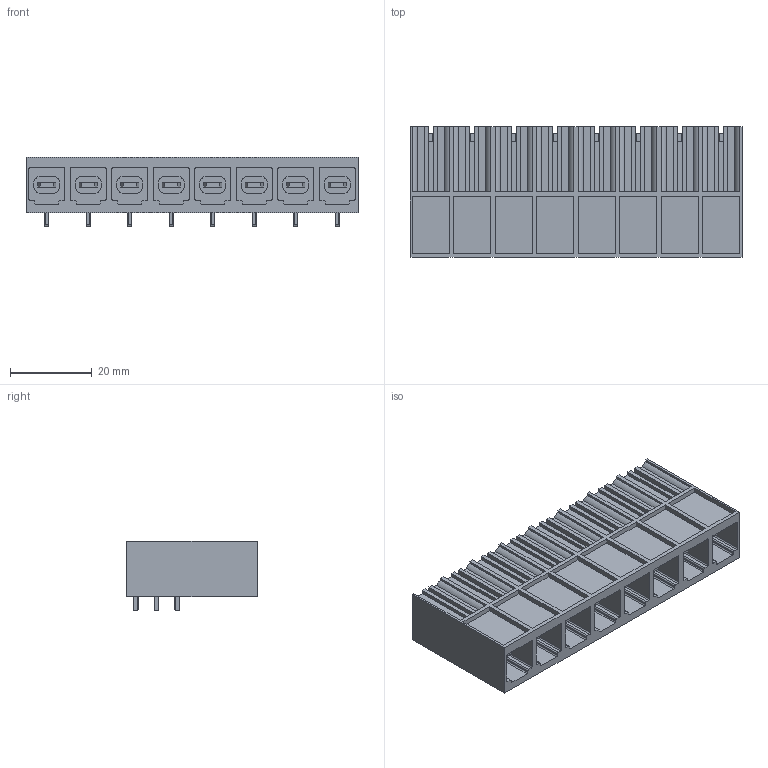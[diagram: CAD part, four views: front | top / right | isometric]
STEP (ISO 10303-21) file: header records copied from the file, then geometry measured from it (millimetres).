
FILE_DESCRIPTION(('CATIA V5 STEP Exchange','CAx-IF Rec.Pracs.--- Model Styling and Organization---1.2---2011-12-15'),'2;1');
FILE_NAME ('D1456674_0_1813550000_1813550000.stp','2018-11-29T14:43:31+00:00',('none'),('Weidmueller'),'CATIA Version 5-6 Release 2014','CATIA V5 STEP AP214','none');
FILE_SCHEMA(('AUTOMOTIVE_DESIGN { 1 0 10303 214 1 1 1 1 }'));
Length unit declared in the file: millimetre
Products named in the file (1): 1813550000
Bounding box: 81.28 x 32 x 17.1 mm (x, y, z)
Volume: 16249.1 mm3; surface area: 26212.9 mm2
Topology: 9 solids, 9 shells, 1118 faces, 3228 edges, 2152 vertices
Faces by surface type: plane 942, cylinder 176
Entity records: 33202 total; most frequent: ORIENTED_EDGE 6456, CARTESIAN_POINT 6416, DIRECTION 4098, EDGE_CURVE 3228, VECTOR 2780, LINE 2780, VERTEX_POINT 2152, EDGE_LOOP 1158
